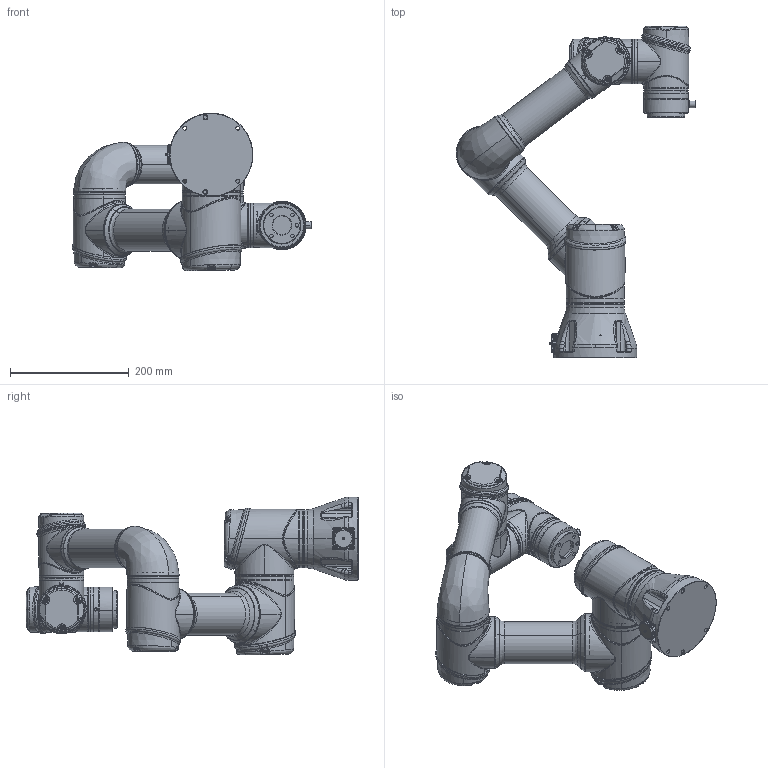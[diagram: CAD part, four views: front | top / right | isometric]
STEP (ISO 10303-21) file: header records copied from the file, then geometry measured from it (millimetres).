
FILE_DESCRIPTION (( 'STEP AP203' ), '1' );
FILE_NAME ('C3.000.STEP', '2021-01-28T03:23:59', ( '' ), ( '' ), 'SwSTEP 2.0', 'SolidWorks 2016', '' );
FILE_SCHEMA (( 'CONFIG_CONTROL_DESIGN' ));
Length unit declared in the file: millimetre
Products named in the file (8): 14耀輸; 馱撿傷; 湮旋; 25耀輸; 菁釱; 14-25; C3.000; 苤旋
Assembly tree (10 placements, depth 2):
  C3.000
    菁釱
    25耀輸  x2
    湮旋
    14-25
    苤旋
    14耀輸  x3
    馱撿傷
Bounding box: 403.4 x 558.88 x 265.43 mm (x, y, z)
Volume: 2440408 mm3; surface area: 781423.2 mm2
Topology: 15 solids, 141 shells, 2429 faces, 6627 edges, 4459 vertices
Faces by surface type: plane 877, bspline 786, cylinder 661, cone 67, sphere 34, torus 4
Entity records: 117472 total; most frequent: CARTESIAN_POINT 81198, ORIENTED_EDGE 8092, DIRECTION 5822, EDGE_CURVE 4399, VERTEX_POINT 3023, AXIS2_PLACEMENT_3D 2096, EDGE_LOOP 1661, LINE 1630
